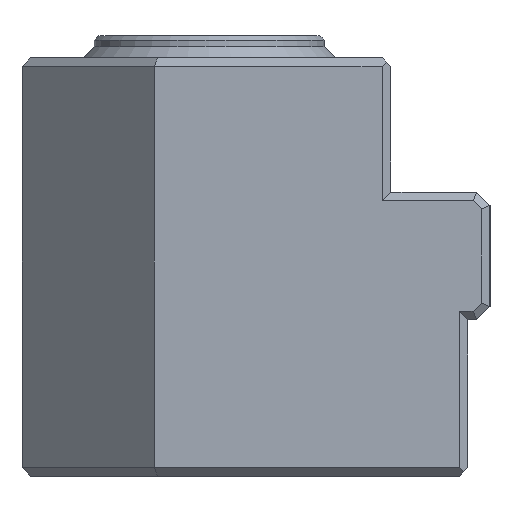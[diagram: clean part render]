
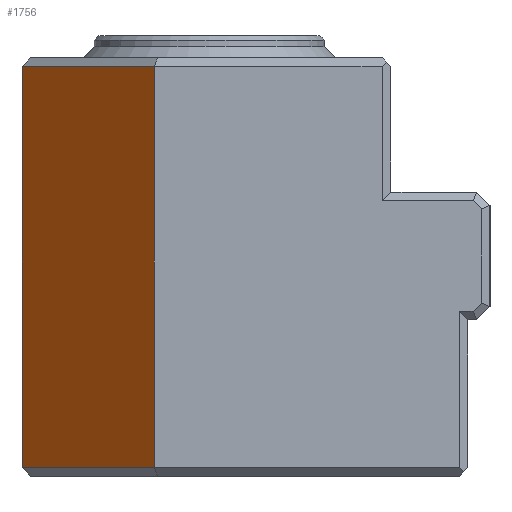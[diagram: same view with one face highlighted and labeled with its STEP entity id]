
A CAD part, left-side view. The second image highlights one B-rep face of the part: STEP entity #1756.
In plain terms, the highlighted planar face has unit normal (-0.707, 0.707, 0).
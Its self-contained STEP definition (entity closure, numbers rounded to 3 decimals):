
#844 = PLANE('',#845);
#845 = AXIS2_PLACEMENT_3D('',#846,#847,#848);
#846 = CARTESIAN_POINT('',(0.141,2.359,-9.3));
#847 = DIRECTION('',(0.5,-0.5,0.707));
#848 = DIRECTION('',(-0.707,-0.707,-0.));
#953 = VERTEX_POINT('',#954);
#954 = CARTESIAN_POINT('',(0.,2.5,-9.1));
#970 = PLANE('',#971);
#971 = AXIS2_PLACEMENT_3D('',#972,#973,#974);
#972 = CARTESIAN_POINT('',(0.,-8.25,-9.5));
#973 = DIRECTION('',(1.,0.,0.));
#974 = DIRECTION('',(0.,0.,1.));
#1057 = EDGE_CURVE('',#953,#1058,#1060,.T.);
#1058 = VERTEX_POINT('',#1059);
#1059 = CARTESIAN_POINT('',(6.,8.5,-9.1));
#1060 = SURFACE_CURVE('',#1061,(#1065,#1072),.PCURVE_S1.);
#1061 = LINE('',#1062,#1063);
#1062 = CARTESIAN_POINT('',(0.,2.5,-9.1));
#1063 = VECTOR('',#1064,1.);
#1064 = DIRECTION('',(0.707,0.707,-0.));
#1065 = PCURVE('',#844,#1066);
#1066 = DEFINITIONAL_REPRESENTATION('',(#1067),#1071);
#1067 = LINE('',#1068,#1069);
#1068 = CARTESIAN_POINT('',(0.,-0.283));
#1069 = VECTOR('',#1070,1.);
#1070 = DIRECTION('',(-1.,0.));
#1071 = ( GEOMETRIC_REPRESENTATION_CONTEXT(2) 
PARAMETRIC_REPRESENTATION_CONTEXT() REPRESENTATION_CONTEXT('2D SPACE',''
  ) );
#1072 = PCURVE('',#1073,#1078);
#1073 = PLANE('',#1074);
#1074 = AXIS2_PLACEMENT_3D('',#1075,#1076,#1077);
#1075 = CARTESIAN_POINT('',(3.,5.5,-9.5));
#1076 = DIRECTION('',(0.707,-0.707,0.));
#1077 = DIRECTION('',(-0.,-0.,-1.));
#1078 = DEFINITIONAL_REPRESENTATION('',(#1079),#1083);
#1079 = LINE('',#1080,#1081);
#1080 = CARTESIAN_POINT('',(-0.4,-4.243));
#1081 = VECTOR('',#1082,1.);
#1082 = DIRECTION('',(-0.,1.));
#1083 = ( GEOMETRIC_REPRESENTATION_CONTEXT(2) 
PARAMETRIC_REPRESENTATION_CONTEXT() REPRESENTATION_CONTEXT('2D SPACE',''
  ) );
#1254 = PLANE('',#1255);
#1255 = AXIS2_PLACEMENT_3D('',#1256,#1257,#1258);
#1256 = CARTESIAN_POINT('',(0.,8.5,-9.5));
#1257 = DIRECTION('',(0.,1.,0.));
#1258 = DIRECTION('',(0.,0.,1.));
#1467 = EDGE_CURVE('',#953,#1468,#1470,.T.);
#1468 = VERTEX_POINT('',#1469);
#1469 = CARTESIAN_POINT('',(0.,2.5,9.1));
#1470 = SURFACE_CURVE('',#1471,(#1475,#1482),.PCURVE_S1.);
#1471 = LINE('',#1472,#1473);
#1472 = CARTESIAN_POINT('',(0.,2.5,-9.5));
#1473 = VECTOR('',#1474,1.);
#1474 = DIRECTION('',(0.,0.,1.));
#1475 = PCURVE('',#970,#1476);
#1476 = DEFINITIONAL_REPRESENTATION('',(#1477),#1481);
#1477 = LINE('',#1478,#1479);
#1478 = CARTESIAN_POINT('',(0.,-10.75));
#1479 = VECTOR('',#1480,1.);
#1480 = DIRECTION('',(1.,0.));
#1481 = ( GEOMETRIC_REPRESENTATION_CONTEXT(2) 
PARAMETRIC_REPRESENTATION_CONTEXT() REPRESENTATION_CONTEXT('2D SPACE',''
  ) );
#1482 = PCURVE('',#1073,#1483);
#1483 = DEFINITIONAL_REPRESENTATION('',(#1484),#1488);
#1484 = LINE('',#1485,#1486);
#1485 = CARTESIAN_POINT('',(-0.,-4.243));
#1486 = VECTOR('',#1487,1.);
#1487 = DIRECTION('',(-1.,0.));
#1488 = ( GEOMETRIC_REPRESENTATION_CONTEXT(2) 
PARAMETRIC_REPRESENTATION_CONTEXT() REPRESENTATION_CONTEXT('2D SPACE',''
  ) );
#1756 = ADVANCED_FACE('',(#1757),#1073,.F.);
#1757 = FACE_BOUND('',#1758,.T.);
#1758 = EDGE_LOOP('',(#1759,#1760,#1788,#1809));
#1759 = ORIENTED_EDGE('',*,*,#1467,.T.);
#1760 = ORIENTED_EDGE('',*,*,#1761,.T.);
#1761 = EDGE_CURVE('',#1468,#1762,#1764,.T.);
#1762 = VERTEX_POINT('',#1763);
#1763 = CARTESIAN_POINT('',(6.,8.5,9.1));
#1764 = SURFACE_CURVE('',#1765,(#1769,#1776),.PCURVE_S1.);
#1765 = LINE('',#1766,#1767);
#1766 = CARTESIAN_POINT('',(0.,2.5,9.1));
#1767 = VECTOR('',#1768,1.);
#1768 = DIRECTION('',(0.707,0.707,-0.));
#1769 = PCURVE('',#1073,#1770);
#1770 = DEFINITIONAL_REPRESENTATION('',(#1771),#1775);
#1771 = LINE('',#1772,#1773);
#1772 = CARTESIAN_POINT('',(-18.6,-4.243));
#1773 = VECTOR('',#1774,1.);
#1774 = DIRECTION('',(-0.,1.));
#1775 = ( GEOMETRIC_REPRESENTATION_CONTEXT(2) 
PARAMETRIC_REPRESENTATION_CONTEXT() REPRESENTATION_CONTEXT('2D SPACE',''
  ) );
#1776 = PCURVE('',#1777,#1782);
#1777 = PLANE('',#1778);
#1778 = AXIS2_PLACEMENT_3D('',#1779,#1780,#1781);
#1779 = CARTESIAN_POINT('',(0.141,2.359,9.3));
#1780 = DIRECTION('',(-0.5,0.5,0.707));
#1781 = DIRECTION('',(-0.707,-0.707,-0.));
#1782 = DEFINITIONAL_REPRESENTATION('',(#1783),#1787);
#1783 = LINE('',#1784,#1785);
#1784 = CARTESIAN_POINT('',(0.,-0.283));
#1785 = VECTOR('',#1786,1.);
#1786 = DIRECTION('',(-1.,0.));
#1787 = ( GEOMETRIC_REPRESENTATION_CONTEXT(2) 
PARAMETRIC_REPRESENTATION_CONTEXT() REPRESENTATION_CONTEXT('2D SPACE',''
  ) );
#1788 = ORIENTED_EDGE('',*,*,#1789,.F.);
#1789 = EDGE_CURVE('',#1058,#1762,#1790,.T.);
#1790 = SURFACE_CURVE('',#1791,(#1795,#1802),.PCURVE_S1.);
#1791 = LINE('',#1792,#1793);
#1792 = CARTESIAN_POINT('',(6.,8.5,-9.5));
#1793 = VECTOR('',#1794,1.);
#1794 = DIRECTION('',(0.,0.,1.));
#1795 = PCURVE('',#1073,#1796);
#1796 = DEFINITIONAL_REPRESENTATION('',(#1797),#1801);
#1797 = LINE('',#1798,#1799);
#1798 = CARTESIAN_POINT('',(-0.,4.243));
#1799 = VECTOR('',#1800,1.);
#1800 = DIRECTION('',(-1.,0.));
#1801 = ( GEOMETRIC_REPRESENTATION_CONTEXT(2) 
PARAMETRIC_REPRESENTATION_CONTEXT() REPRESENTATION_CONTEXT('2D SPACE',''
  ) );
#1802 = PCURVE('',#1254,#1803);
#1803 = DEFINITIONAL_REPRESENTATION('',(#1804),#1808);
#1804 = LINE('',#1805,#1806);
#1805 = CARTESIAN_POINT('',(0.,6.));
#1806 = VECTOR('',#1807,1.);
#1807 = DIRECTION('',(1.,0.));
#1808 = ( GEOMETRIC_REPRESENTATION_CONTEXT(2) 
PARAMETRIC_REPRESENTATION_CONTEXT() REPRESENTATION_CONTEXT('2D SPACE',''
  ) );
#1809 = ORIENTED_EDGE('',*,*,#1057,.F.);
